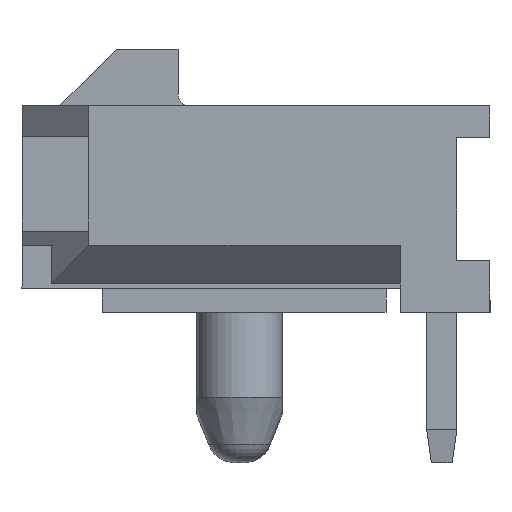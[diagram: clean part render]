
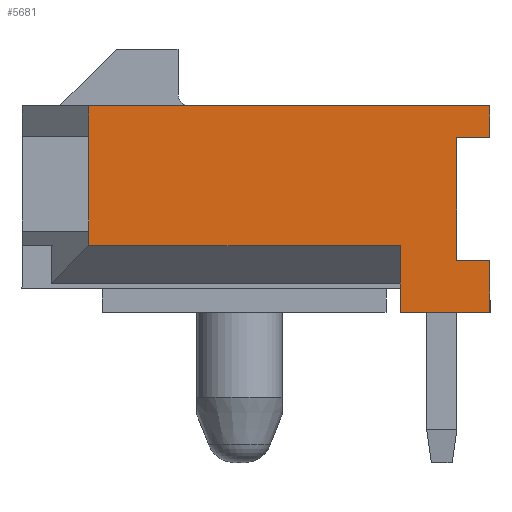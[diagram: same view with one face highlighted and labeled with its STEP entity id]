
A CAD part, left-side view. The second image highlights one B-rep face of the part: STEP entity #5681.
In plain terms, the highlighted face is planar.
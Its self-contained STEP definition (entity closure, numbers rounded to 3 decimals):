
#624=ORIENTED_EDGE('',*,*,#1489,.T.);
#625=ORIENTED_EDGE('',*,*,#1486,.T.);
#626=ORIENTED_EDGE('',*,*,#1483,.T.);
#627=ORIENTED_EDGE('',*,*,#1653,.F.);
#628=ORIENTED_EDGE('',*,*,#1656,.F.);
#629=ORIENTED_EDGE('',*,*,#1605,.F.);
#630=ORIENTED_EDGE('',*,*,#1617,.T.);
#631=ORIENTED_EDGE('',*,*,#1610,.F.);
#632=ORIENTED_EDGE('',*,*,#1554,.F.);
#633=ORIENTED_EDGE('',*,*,#1621,.T.);
#634=ORIENTED_EDGE('',*,*,#1631,.F.);
#635=ORIENTED_EDGE('',*,*,#1655,.F.);
#1483=EDGE_CURVE('',#2038,#2037,#2435,.T.);
#1486=EDGE_CURVE('',#2040,#2038,#2438,.T.);
#1489=EDGE_CURVE('',#2042,#2040,#2441,.T.);
#1554=EDGE_CURVE('',#2088,#2089,#2506,.T.);
#1605=EDGE_CURVE('',#2106,#2123,#2555,.T.);
#1610=EDGE_CURVE('',#2089,#2102,#2560,.T.);
#1617=EDGE_CURVE('',#2106,#2102,#2567,.T.);
#1621=EDGE_CURVE('',#2088,#2130,#2571,.T.);
#1631=EDGE_CURVE('',#2137,#2130,#2581,.T.);
#1653=EDGE_CURVE('',#2146,#2037,#2603,.T.);
#1655=EDGE_CURVE('',#2042,#2137,#2605,.T.);
#1656=EDGE_CURVE('',#2123,#2146,#2606,.T.);
#2037=VERTEX_POINT('',#7592);
#2038=VERTEX_POINT('',#7594);
#2040=VERTEX_POINT('',#7600);
#2042=VERTEX_POINT('',#7606);
#2088=VERTEX_POINT('',#7733);
#2089=VERTEX_POINT('',#7735);
#2102=VERTEX_POINT('',#7773);
#2106=VERTEX_POINT('',#7781);
#2123=VERTEX_POINT('',#7834);
#2130=VERTEX_POINT('',#7862);
#2137=VERTEX_POINT('',#7882);
#2146=VERTEX_POINT('',#7921);
#2435=LINE('',#7593,#3003);
#2438=LINE('',#7599,#3006);
#2441=LINE('',#7605,#3009);
#2506=LINE('',#7734,#3074);
#2555=LINE('',#7833,#3123);
#2560=LINE('',#7843,#3128);
#2567=LINE('',#7855,#3135);
#2571=LINE('',#7863,#3139);
#2581=LINE('',#7883,#3149);
#2603=LINE('',#7920,#3171);
#2605=LINE('',#7924,#3173);
#2606=LINE('',#7926,#3174);
#3003=VECTOR('',#6412,1000.);
#3006=VECTOR('',#6417,1000.);
#3009=VECTOR('',#6422,1000.);
#3074=VECTOR('',#6521,1000.);
#3123=VECTOR('',#6602,1000.);
#3128=VECTOR('',#6611,1000.);
#3135=VECTOR('',#6624,1000.);
#3139=VECTOR('',#6630,1000.);
#3149=VECTOR('',#6646,1000.);
#3171=VECTOR('',#6682,1000.);
#3173=VECTOR('',#6686,1000.);
#3174=VECTOR('',#6689,1000.);
#3480=EDGE_LOOP('',(#624,#625,#626,#627,#628,#629,#630,#631,#632,#633,#634,
#635));
#3708=FACE_BOUND('',#3480,.T.);
#3931=PLANE('',#5929);
#5681=ADVANCED_FACE('',(#3708),#3931,.F.);
#5929=AXIS2_PLACEMENT_3D('',#7925,#6687,#6688);
#6412=DIRECTION('',(0.,1.,0.));
#6417=DIRECTION('',(0.,0.,1.));
#6422=DIRECTION('',(0.,-1.,0.));
#6521=DIRECTION('',(0.,-1.,0.));
#6602=DIRECTION('',(0.,0.,1.));
#6611=DIRECTION('',(0.,0.,1.));
#6624=DIRECTION('',(0.,0.,-1.));
#6630=DIRECTION('',(0.,0.,-1.));
#6646=DIRECTION('',(0.,-1.,0.));
#6682=DIRECTION('',(0.,0.,-1.));
#6686=DIRECTION('',(0.,0.,-1.));
#6687=DIRECTION('',(-1.,0.,0.));
#6688=DIRECTION('',(0.,0.,1.));
#6689=DIRECTION('',(0.,1.,0.));
#7592=CARTESIAN_POINT('',(6.325,4.95,1.515));
#7593=CARTESIAN_POINT('',(6.325,4.25,1.515));
#7594=CARTESIAN_POINT('',(6.325,4.25,1.515));
#7599=CARTESIAN_POINT('',(6.325,4.25,-1.085));
#7600=CARTESIAN_POINT('',(6.325,4.25,-1.085));
#7605=CARTESIAN_POINT('',(6.325,4.95,-1.085));
#7606=CARTESIAN_POINT('',(6.325,4.95,-1.085));
#7733=CARTESIAN_POINT('',(6.325,3.05,-0.771));
#7734=CARTESIAN_POINT('',(6.325,3.05,-0.771));
#7735=CARTESIAN_POINT('',(6.325,-3.536,-0.771));
#7773=CARTESIAN_POINT('',(6.325,-3.536,-0.465));
#7781=CARTESIAN_POINT('',(6.325,-3.536,1.535));
#7833=CARTESIAN_POINT('',(6.325,-3.536,0.));
#7834=CARTESIAN_POINT('',(6.325,-3.536,2.185));
#7843=CARTESIAN_POINT('',(6.325,-3.536,0.));
#7855=CARTESIAN_POINT('',(6.325,-3.536,1.535));
#7862=CARTESIAN_POINT('',(6.325,3.05,-2.185));
#7863=CARTESIAN_POINT('',(6.325,3.05,-2.185));
#7882=CARTESIAN_POINT('',(6.325,4.95,-2.185));
#7883=CARTESIAN_POINT('',(6.325,4.95,-2.185));
#7920=CARTESIAN_POINT('',(6.325,4.95,2.185));
#7921=CARTESIAN_POINT('',(6.325,4.95,2.185));
#7924=CARTESIAN_POINT('',(6.325,4.95,2.185));
#7925=CARTESIAN_POINT('',(6.325,0.,0.));
#7926=CARTESIAN_POINT('',(6.325,-4.95,2.185));
